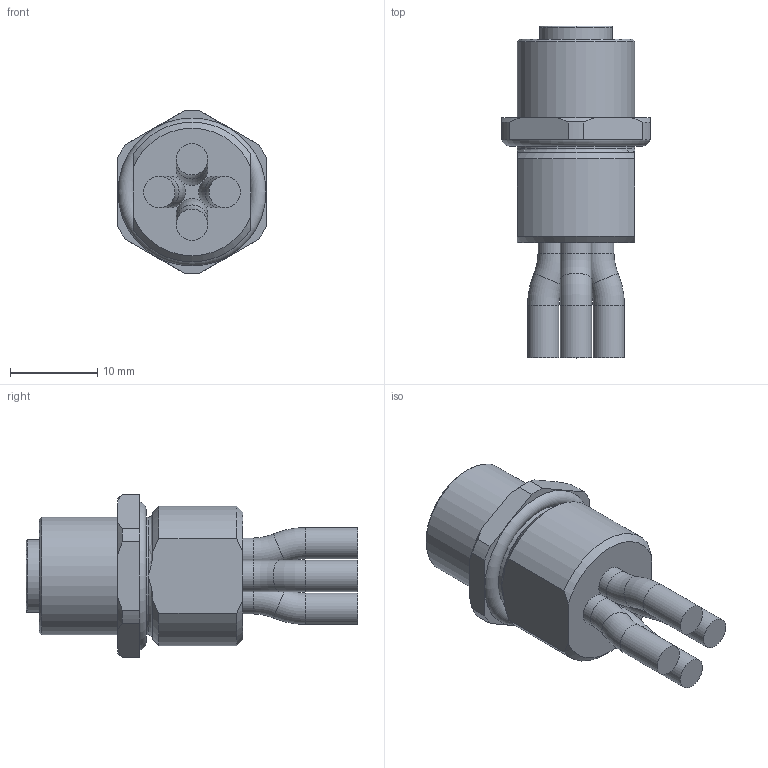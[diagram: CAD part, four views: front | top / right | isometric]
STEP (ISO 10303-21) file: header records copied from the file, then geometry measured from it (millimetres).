
FILE_DESCRIPTION(/* description */ (''),/* implementation_level */ '2;1');
FILE_NAME(/* name */ 'PT-FVM12KU4-m_M16.stp',/* time_stamp */ '2019-01-25T10:33:54+01:00',/* author */ ('ESCHA GmbH & Co. KG'),/* organization */ ('ESCHA GmbH & Co. KG'),/* preprocessor_version */ 'ST-DEVELOPER v16',/* originating_system */ 'SIEMENS PLM Software NX 10.0',/* authorisation */ '');
FILE_SCHEMA (('AUTOMOTIVE_DESIGN { 1 0 10303 214 3 1 1 1 }'));
Length unit declared in the file: millimetre
Products named in the file (1): 5030481__Flanschgehaeuse_part_327381
Bounding box: 17 x 38 x 18.69 mm (x, y, z)
Volume: 4349 mm3; surface area: 2830.9 mm2
Topology: 1 solids, 1 shells, 155 faces, 378 edges, 243 vertices
Faces by surface type: plane 64, cylinder 38, extrusion 25, torus 17, cone 11
Full cylindrical faces by diameter (mm): 2.3 x4, 3.6 x8, 8.3 x1, 10.985 x1, 12.3 x1, 13.5 x2
Entity records: 4712 total; most frequent: CARTESIAN_POINT 1348, ORIENTED_EDGE 686, DIRECTION 598, EDGE_CURVE 343, VERTEX_POINT 243, AXIS2_PLACEMENT_3D 226, EDGE_LOOP 202, ADVANCED_FACE 155
